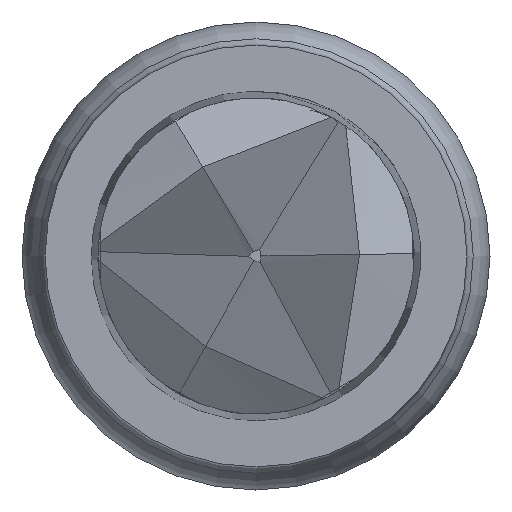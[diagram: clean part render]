
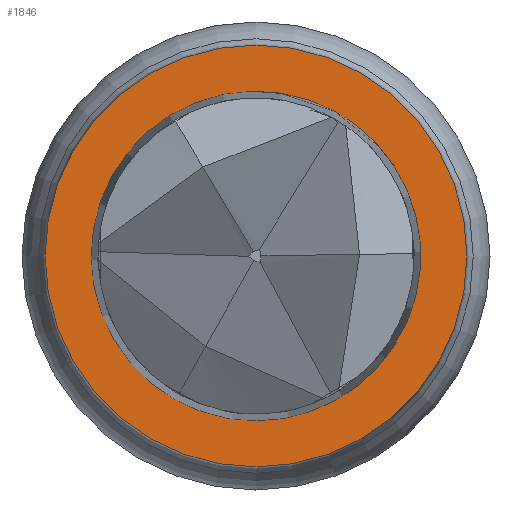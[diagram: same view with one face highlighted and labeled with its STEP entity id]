
A CAD part, left-side view. The second image highlights one B-rep face of the part: STEP entity #1846.
In plain terms, the highlighted planar face has unit normal (-1, 0, 0).
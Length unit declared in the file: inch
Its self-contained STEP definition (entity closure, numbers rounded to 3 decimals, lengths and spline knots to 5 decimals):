
#19 = AXIS2_PLACEMENT_3D ( 'NONE', #1475, #358, #186 ) ;
#186 = DIRECTION ( 'NONE',  ( 0., 0., -1. ) ) ;
#285 = DIRECTION ( 'NONE',  ( 1., 0., 0. ) ) ;
#358 = DIRECTION ( 'NONE',  ( 1., 0., 0. ) ) ;
#445 = FACE_BOUND ( 'NONE', #693, .T. ) ;
#693 = EDGE_LOOP ( 'NONE', ( #1810 ) ) ;
#994 = CIRCLE ( 'NONE', #1992, 0.02425 ) ;
#1054 = EDGE_CURVE ( 'NONE', #1980, #1980, #2224, .T. ) ;
#1258 = AXIS2_PLACEMENT_3D ( 'NONE', #1589, #2688, #2021 ) ;
#1315 = PLANE ( 'NONE',  #1258 ) ;
#1475 = CARTESIAN_POINT ( 'NONE',  ( 0., 0., 0. ) ) ;
#1589 = CARTESIAN_POINT ( 'NONE',  ( 0., 0.02725, 0. ) ) ;
#1592 = CARTESIAN_POINT ( 'NONE',  ( 0., 0., -0.01894 ) ) ;
#1810 = ORIENTED_EDGE ( 'NONE', *, *, #1054, .T. ) ;
#1846 = ADVANCED_FACE ( 'NONE', ( #445, #2612 ), #1315, .F. ) ;
#1980 = VERTEX_POINT ( 'NONE', #1592 ) ;
#1992 = AXIS2_PLACEMENT_3D ( 'NONE', #2663, #285, #2708 ) ;
#2021 = DIRECTION ( 'NONE',  ( 0., 0., -1. ) ) ;
#2217 = VERTEX_POINT ( 'NONE', #2434 ) ;
#2224 = CIRCLE ( 'NONE', #19, 0.01894 ) ;
#2415 = EDGE_CURVE ( 'NONE', #2217, #2217, #994, .T. ) ;
#2434 = CARTESIAN_POINT ( 'NONE',  ( 0., 0., -0.02425 ) ) ;
#2612 = FACE_OUTER_BOUND ( 'NONE', #2695, .T. ) ;
#2634 = ORIENTED_EDGE ( 'NONE', *, *, #2415, .F. ) ;
#2663 = CARTESIAN_POINT ( 'NONE',  ( 0., 0., 0. ) ) ;
#2688 = DIRECTION ( 'NONE',  ( 1., 0., 0. ) ) ;
#2695 = EDGE_LOOP ( 'NONE', ( #2634 ) ) ;
#2708 = DIRECTION ( 'NONE',  ( 0., 0., -1. ) ) ;
